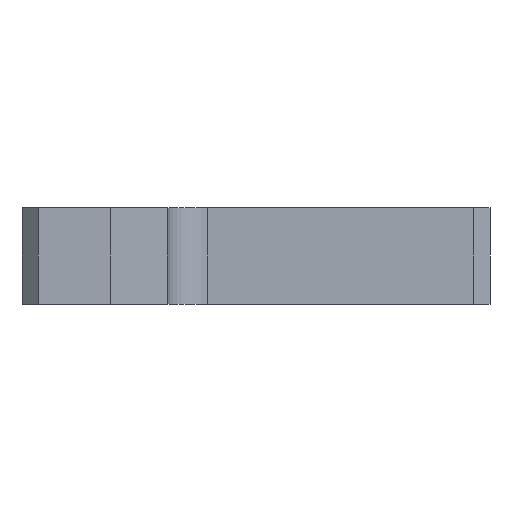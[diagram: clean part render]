
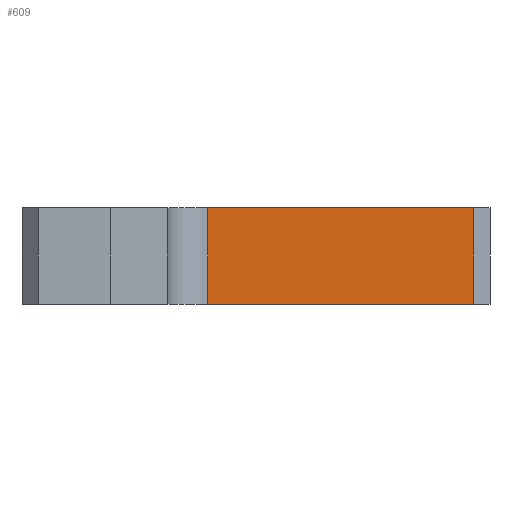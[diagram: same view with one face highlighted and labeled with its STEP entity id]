
A CAD part, front view. The second image highlights one B-rep face of the part: STEP entity #609.
In plain terms, the highlighted planar face has unit normal (0, -1, 0).
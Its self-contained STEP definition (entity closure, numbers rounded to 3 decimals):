
#6 = ORIENTED_EDGE ( 'NONE', *, *, #487, .F. ) ;
#18 = EDGE_CURVE ( 'NONE', #785, #289, #159, .T. ) ;
#21 = ORIENTED_EDGE ( 'NONE', *, *, #545, .T. ) ;
#80 = DIRECTION ( 'NONE',  ( 0., 0., 1. ) ) ;
#159 = LINE ( 'NONE', #851, #743 ) ;
#178 = CARTESIAN_POINT ( 'NONE',  ( 23., -7., 0. ) ) ;
#186 = DIRECTION ( 'NONE',  ( 0., 0., 1. ) ) ;
#220 = AXIS2_PLACEMENT_3D ( 'NONE', #978, #646, #80 ) ;
#252 = ORIENTED_EDGE ( 'NONE', *, *, #18, .T. ) ;
#289 = VERTEX_POINT ( 'NONE', #323 ) ;
#312 = ORIENTED_EDGE ( 'NONE', *, *, #728, .T. ) ;
#313 = VECTOR ( 'NONE', #736, 1000. ) ;
#323 = CARTESIAN_POINT ( 'NONE',  ( 56., -7., 0. ) ) ;
#336 = DIRECTION ( 'NONE',  ( 1., 0., 0. ) ) ;
#367 = CARTESIAN_POINT ( 'NONE',  ( 23., -7., 12. ) ) ;
#400 = PLANE ( 'NONE',  #220 ) ;
#433 = CARTESIAN_POINT ( 'NONE',  ( 56., -7., 12. ) ) ;
#470 = VERTEX_POINT ( 'NONE', #509 ) ;
#487 = EDGE_CURVE ( 'NONE', #470, #720, #505, .T. ) ;
#505 = LINE ( 'NONE', #367, #1065 ) ;
#509 = CARTESIAN_POINT ( 'NONE',  ( 23., -7., 12. ) ) ;
#534 = EDGE_LOOP ( 'NONE', ( #252, #312, #6, #21 ) ) ;
#545 = EDGE_CURVE ( 'NONE', #470, #785, #792, .T. ) ;
#585 = FACE_OUTER_BOUND ( 'NONE', #534, .T. ) ;
#609 = ADVANCED_FACE ( 'NONE', ( #585 ), #400, .F. ) ;
#646 = DIRECTION ( 'NONE',  ( 0., 1., 0. ) ) ;
#692 = CARTESIAN_POINT ( 'NONE',  ( 56., -7., 12. ) ) ;
#720 = VERTEX_POINT ( 'NONE', #433 ) ;
#725 = VECTOR ( 'NONE', #186, 1000. ) ;
#728 = EDGE_CURVE ( 'NONE', #289, #720, #930, .T. ) ;
#731 = CARTESIAN_POINT ( 'NONE',  ( 23., -7., 12. ) ) ;
#736 = DIRECTION ( 'NONE',  ( 0., 0., -1. ) ) ;
#743 = VECTOR ( 'NONE', #336, 1000. ) ;
#785 = VERTEX_POINT ( 'NONE', #178 ) ;
#792 = LINE ( 'NONE', #731, #313 ) ;
#812 = DIRECTION ( 'NONE',  ( 1., 0., 0. ) ) ;
#851 = CARTESIAN_POINT ( 'NONE',  ( 23., -7., 0. ) ) ;
#930 = LINE ( 'NONE', #692, #725 ) ;
#978 = CARTESIAN_POINT ( 'NONE',  ( 23., -7., 12. ) ) ;
#1065 = VECTOR ( 'NONE', #812, 1000. ) ;
